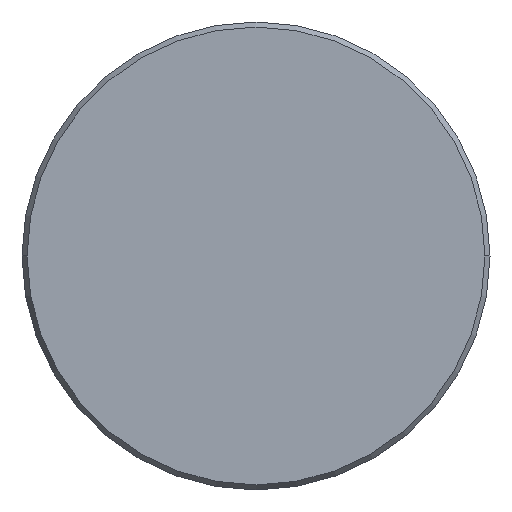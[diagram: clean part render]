
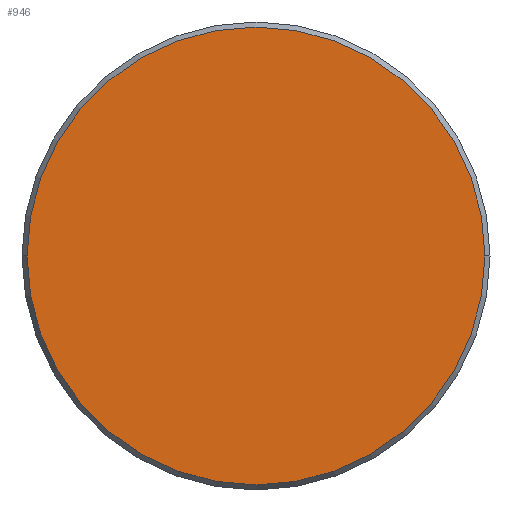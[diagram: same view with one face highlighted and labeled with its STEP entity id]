
A CAD part, top view. The second image highlights one B-rep face of the part: STEP entity #946.
In plain terms, the highlighted planar face has unit normal (0, 0, 1).
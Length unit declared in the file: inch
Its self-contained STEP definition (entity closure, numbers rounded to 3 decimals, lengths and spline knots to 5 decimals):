
#82 = DIRECTION ( 'NONE',  ( 0., 0., 1. ) ) ;
#93 = DIRECTION ( 'NONE',  ( -1., 0., 0. ) ) ;
#105 = CARTESIAN_POINT ( 'NONE',  ( -0.2313, 1.49363, 3.72612 ) ) ;
#186 = ORIENTED_EDGE ( 'NONE', *, *, #1387, .T. ) ;
#241 = EDGE_CURVE ( 'NONE', #1930, #737, #330, .T. ) ;
#330 = CIRCLE ( 'NONE', #455, 0.74618 ) ;
#402 = CIRCLE ( 'NONE', #1219, 0.74618 ) ;
#432 = DIRECTION ( 'NONE',  ( 0., 0., -1. ) ) ;
#455 = AXIS2_PLACEMENT_3D ( 'NONE', #531, #1501, #1029 ) ;
#531 = CARTESIAN_POINT ( 'NONE',  ( 0.51487, 1.49363, 3.72612 ) ) ;
#534 = AXIS2_PLACEMENT_3D ( 'NONE', #1881, #432, #93 ) ;
#580 = ORIENTED_EDGE ( 'NONE', *, *, #241, .T. ) ;
#678 = EDGE_LOOP ( 'NONE', ( #580, #186 ) ) ;
#737 = VERTEX_POINT ( 'NONE', #1466 ) ;
#946 = ADVANCED_FACE ( 'NONE', ( #1253 ), #1364, .F. ) ;
#1029 = DIRECTION ( 'NONE',  ( -1., 0., 0. ) ) ;
#1083 = CARTESIAN_POINT ( 'NONE',  ( 0.51487, 1.49363, 3.72612 ) ) ;
#1219 = AXIS2_PLACEMENT_3D ( 'NONE', #1083, #82, #1872 ) ;
#1253 = FACE_OUTER_BOUND ( 'NONE', #678, .T. ) ;
#1364 = PLANE ( 'NONE',  #534 ) ;
#1387 = EDGE_CURVE ( 'NONE', #737, #1930, #402, .T. ) ;
#1466 = CARTESIAN_POINT ( 'NONE',  ( 1.26105, 1.49363, 3.72612 ) ) ;
#1501 = DIRECTION ( 'NONE',  ( 0., 0., 1. ) ) ;
#1872 = DIRECTION ( 'NONE',  ( -1., 0., 0. ) ) ;
#1881 = CARTESIAN_POINT ( 'NONE',  ( 0.51487, 2.26113, 3.72612 ) ) ;
#1930 = VERTEX_POINT ( 'NONE', #105 ) ;
